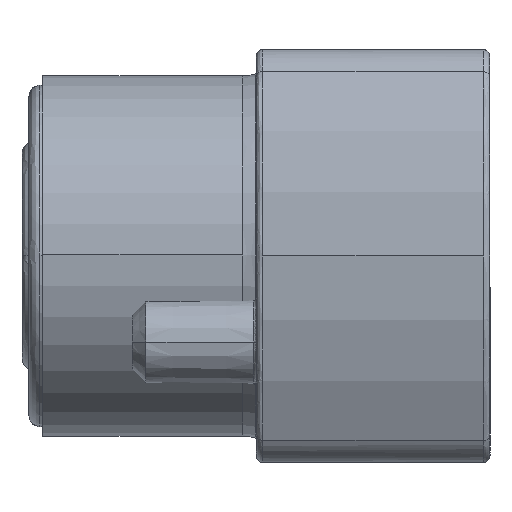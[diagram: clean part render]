
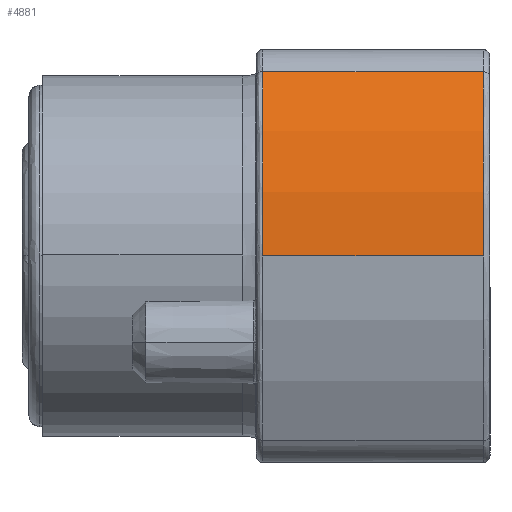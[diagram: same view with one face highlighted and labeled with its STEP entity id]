
A CAD part, left-side view. The second image highlights one B-rep face of the part: STEP entity #4881.
In plain terms, the highlighted cylindrical face has radius 7.367 mm (diameter 14.733 mm), a partial arc.
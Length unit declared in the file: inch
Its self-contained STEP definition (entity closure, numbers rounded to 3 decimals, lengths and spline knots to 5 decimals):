
#3660 = DIRECTION ( 'NONE',  ( 0., -1., 0. ) ) ;
#3665 = CARTESIAN_POINT ( 'NONE',  ( 1.03273, 0.133, 0.28384 ) ) ;
#3666 = DIRECTION ( 'NONE',  ( 0., -1., 0. ) ) ;
#3672 = CARTESIAN_POINT ( 'NONE',  ( 1., 0.133, 0.15 ) ) ;
#3673 = CARTESIAN_POINT ( 'NONE',  ( 1.29002, 0.005, 0.15 ) ) ;
#3674 = DIRECTION ( 'NONE',  ( 0., 1., 0. ) ) ;
#3675 = DIRECTION ( 'NONE',  ( -1., 0., 0. ) ) ;
#3678 = CARTESIAN_POINT ( 'NONE',  ( 1.29002, 0.165, 0.15 ) ) ;
#3679 = DIRECTION ( 'NONE',  ( 0., -1., 0. ) ) ;
#3680 = DIRECTION ( 'NONE',  ( -1., 0., 0. ) ) ;
#4881 = ADVANCED_FACE ( 'NONE', ( #19222 ), #19227, .T. ) ;
#7733 = AXIS2_PLACEMENT_3D ( 'NONE', #23664, #23665, #23655 ) ;
#8082 = AXIS2_PLACEMENT_3D ( 'NONE', #3673, #3674, #3675 ) ;
#8083 = AXIS2_PLACEMENT_3D ( 'NONE', #3678, #3679, #3680 ) ;
#8566 = CARTESIAN_POINT ( 'NONE',  ( 1., 0.165, 0.15 ) ) ;
#8569 = CARTESIAN_POINT ( 'NONE',  ( 1.03273, 0.165, 0.28384 ) ) ;
#8572 = CARTESIAN_POINT ( 'NONE',  ( 1., 0.005, 0.15 ) ) ;
#8573 = CARTESIAN_POINT ( 'NONE',  ( 1.03273, 0.005, 0.28384 ) ) ;
#9252 = EDGE_LOOP ( 'NONE', ( #21643, #21603, #21644, #21604 ) ) ;
#12737 = EDGE_CURVE ( 'NONE', #21843, #21847, #14730, .T. ) ;
#12738 = EDGE_CURVE ( 'NONE', #21846, #21847, #14731, .T. ) ;
#12739 = EDGE_CURVE ( 'NONE', #21840, #21846, #14728, .T. ) ;
#12740 = EDGE_CURVE ( 'NONE', #21843, #21840, #14734, .T. ) ;
#14728 = LINE ( 'NONE', #3672, #14735 ) ;
#14730 = LINE ( 'NONE', #3665, #14732 ) ;
#14731 = CIRCLE ( 'NONE', #8082, 0.29002 ) ;
#14732 = VECTOR ( 'NONE', #3660, 39.37008 ) ;
#14734 = CIRCLE ( 'NONE', #8083, 0.29002 ) ;
#14735 = VECTOR ( 'NONE', #3666, 39.37008 ) ;
#19222 = FACE_OUTER_BOUND ( 'NONE', #9252, .T. ) ;
#19227 = CYLINDRICAL_SURFACE ( 'NONE', #7733, 0.29002 ) ;
#21603 = ORIENTED_EDGE ( 'NONE', *, *, #12739, .T. ) ;
#21604 = ORIENTED_EDGE ( 'NONE', *, *, #12737, .F. ) ;
#21643 = ORIENTED_EDGE ( 'NONE', *, *, #12740, .T. ) ;
#21644 = ORIENTED_EDGE ( 'NONE', *, *, #12738, .T. ) ;
#21840 = VERTEX_POINT ( 'NONE', #8566 ) ;
#21843 = VERTEX_POINT ( 'NONE', #8569 ) ;
#21846 = VERTEX_POINT ( 'NONE', #8572 ) ;
#21847 = VERTEX_POINT ( 'NONE', #8573 ) ;
#23655 = DIRECTION ( 'NONE',  ( -1., 0., 0. ) ) ;
#23664 = CARTESIAN_POINT ( 'NONE',  ( 1.29002, 0.133, 0.15 ) ) ;
#23665 = DIRECTION ( 'NONE',  ( 0., -1., 0. ) ) ;
